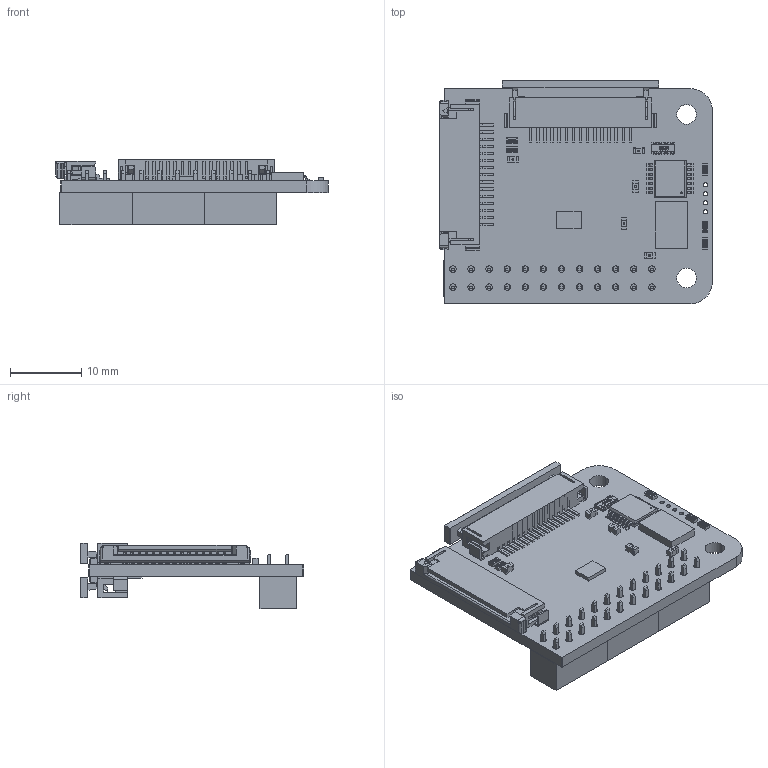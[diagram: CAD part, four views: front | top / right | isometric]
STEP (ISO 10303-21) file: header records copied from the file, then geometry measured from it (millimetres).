
FILE_DESCRIPTION (( 'STEP AP214' ), '1' );
FILE_NAME ('UC-444(REV.C).STEP', '2020-09-07T07:57:47', ( '' ), ( '' ), 'SwSTEP 2.0', 'SolidWorks 2020', '' );
FILE_SCHEMA (( 'AUTOMOTIVE_DESIGN' ));
Length unit declared in the file: millimetre
Products named in the file (38): 5584-0.step; C3.step; Free-Models.step; User_Library-Array-1206-4Way-Var1_Anschl_X_FCsse_1.step; PA.step; P2.step; User_Library-Array-1206-4Way-Var1_Deckel_1.step; R3.step; Open CASCADE STEP translator 6.8 1.19.1.2.step; C5.step; PW14.step; R6.step; R0603.step; C1.step; 127052032.step; 5584.step; R11.step; PB.step; 127052160.step; Board.step; User_Library-Array-1206-4Way-Var1_K_X_F6rper_1.step; Open CASCADE STEP translator 6.8 1.19.1.1.step; UC-444(REV.C); 873936112.step; Extruded.step; User_Library-Array-1206-4Way-Var1_Beschriftung_1.step; C2.step; U3.step; U1.step; Extruded-1.step; RN1.step; U2.step; R4.step; C6.step; R5.step; 0603_C.step; 127051904.step; 873940464.step
Assembly tree (46 placements, depth 4):
  5584-0.step
  Open CASCADE STEP translator 6.8 1.19.1.2.step
  UC-444(REV.C)
    R11.step
      R0603.step
    U3.step
      PW14.step
    RN1.step
      127052160.step
        User_Library-Array-1206-4Way-Var1_Anschl_X_FCsse_1.step
        User_Library-Array-1206-4Way-Var1_K_X_F6rper_1.step
        User_Library-Array-1206-4Way-Var1_Deckel_1.step
        User_Library-Array-1206-4Way-Var1_Beschriftung_1.step
    R3.step
      R0603.step
    C2.step
      0603_C.step
    C3.step
      0603_C.step
    PA.step
      5584.step
    PB.step
      5584.step
    U1.step
      873936112.step
        Extruded.step
    C5.step
      0603_C.step
    P2.step
      127051904.step  x3
    C1.step
      0603_C.step
    C6.step
      0603_C.step
    R4.step
      R0603.step
    U2.step
      873940464.step
        Extruded-1.step
    R5.step
      R0603.step
    R6.step
      R0603.step
    Free-Models.step
      127052032.step
        Open CASCADE STEP translator 6.8 1.19.1.1.step
    Board.step
Bounding box: 38.31 x 31.44 x 9.16 mm (x, y, z)
Volume: 3297.1 mm3; surface area: 6719.5 mm2
Topology: 28 solids, 44 shells, 3436 faces, 9891 edges, 6432 vertices
Faces by surface type: plane 2645, bspline 428, cylinder 323, sphere 40
Entity records: 78717 total; most frequent: CARTESIAN_POINT 21152, ORIENTED_EDGE 12374, DIRECTION 9607, EDGE_CURVE 6215, LINE 4843, VECTOR 4843, VERTEX_POINT 4080, AXIS2_PLACEMENT_3D 2382
